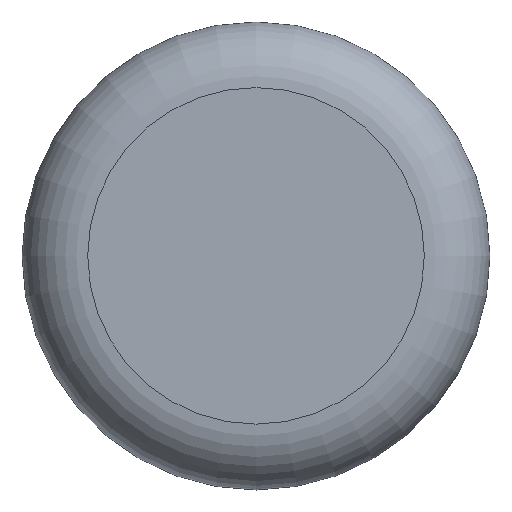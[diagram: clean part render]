
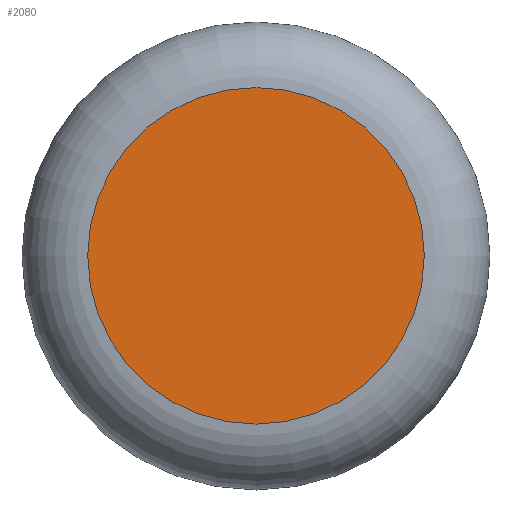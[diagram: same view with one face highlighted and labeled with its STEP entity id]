
A CAD part, top view. The second image highlights one B-rep face of the part: STEP entity #2080.
In plain terms, the highlighted planar face has unit normal (0, 0, 1).
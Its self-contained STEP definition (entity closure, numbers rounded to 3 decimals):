
#2016 = TOROIDAL_SURFACE('',#2017,10.25,4.);
#2017 = AXIS2_PLACEMENT_3D('',#2018,#2019,#2020);
#2018 = CARTESIAN_POINT('',(0.,0.,21.));
#2019 = DIRECTION('',(0.,0.,1.));
#2020 = DIRECTION('',(1.,0.,0.));
#2033 = VERTEX_POINT('',#2034);
#2034 = CARTESIAN_POINT('',(10.25,0.,25.));
#2054 = EDGE_CURVE('',#2033,#2033,#2055,.T.);
#2055 = SURFACE_CURVE('',#2056,(#2061,#2067),.PCURVE_S1.);
#2056 = CIRCLE('',#2057,10.25);
#2057 = AXIS2_PLACEMENT_3D('',#2058,#2059,#2060);
#2058 = CARTESIAN_POINT('',(0.,0.,25.));
#2059 = DIRECTION('',(0.,0.,-1.));
#2060 = DIRECTION('',(1.,0.,0.));
#2061 = PCURVE('',#2016,#2062);
#2062 = DEFINITIONAL_REPRESENTATION('',(#2063),#2066);
#2063 = B_SPLINE_CURVE_WITH_KNOTS('',1,(#2064,#2065),.UNSPECIFIED.,.F.,
  .F.,(2,2),(0.,6.283),.PIECEWISE_BEZIER_KNOTS.);
#2064 = CARTESIAN_POINT('',(0.,1.571));
#2065 = CARTESIAN_POINT('',(-6.283,1.571));
#2066 = ( GEOMETRIC_REPRESENTATION_CONTEXT(2) 
PARAMETRIC_REPRESENTATION_CONTEXT() REPRESENTATION_CONTEXT('2D SPACE',''
  ) );
#2067 = PCURVE('',#2068,#2073);
#2068 = PLANE('',#2069);
#2069 = AXIS2_PLACEMENT_3D('',#2070,#2071,#2072);
#2070 = CARTESIAN_POINT('',(0.,0.,25.));
#2071 = DIRECTION('',(0.,0.,-1.));
#2072 = DIRECTION('',(1.,0.,0.));
#2073 = DEFINITIONAL_REPRESENTATION('',(#2074),#2078);
#2074 = CIRCLE('',#2075,10.25);
#2075 = AXIS2_PLACEMENT_2D('',#2076,#2077);
#2076 = CARTESIAN_POINT('',(0.,0.));
#2077 = DIRECTION('',(1.,0.));
#2078 = ( GEOMETRIC_REPRESENTATION_CONTEXT(2) 
PARAMETRIC_REPRESENTATION_CONTEXT() REPRESENTATION_CONTEXT('2D SPACE',''
  ) );
#2080 = ADVANCED_FACE('',(#2081),#2068,.F.);
#2081 = FACE_BOUND('',#2082,.F.);
#2082 = EDGE_LOOP('',(#2083));
#2083 = ORIENTED_EDGE('',*,*,#2054,.T.);
